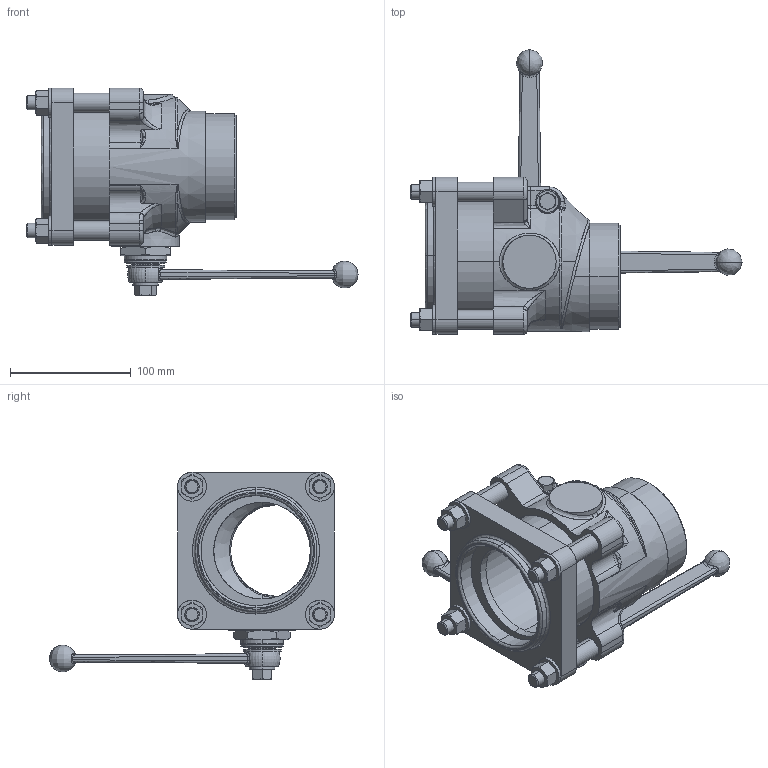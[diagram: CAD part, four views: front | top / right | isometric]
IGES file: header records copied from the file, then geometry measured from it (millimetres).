
Start section: SolidWorks IGES file using analytic representation for surfaces
Global section: file name: SGAV80GDO_251888.IGS; native system: SolidWorks 2010; preprocessor: SolidWorks 2010; author: LarsenR; date: 120924.073739; units: millimetre
Bounding box: 274.99 x 235.99 x 172 mm (x, y, z)
Surface area: 191907.2 mm2 (no closed solid volume)
Topology: 0 solids, 0 shells, 862 faces, 14057 edges, 14042 vertices
Faces by surface type: bspline 636, revolution 226
